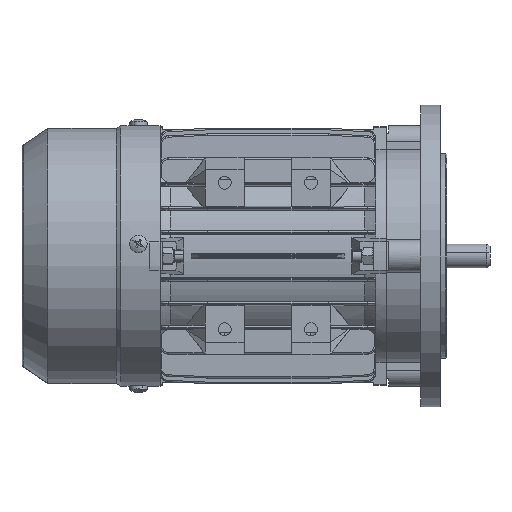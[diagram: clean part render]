
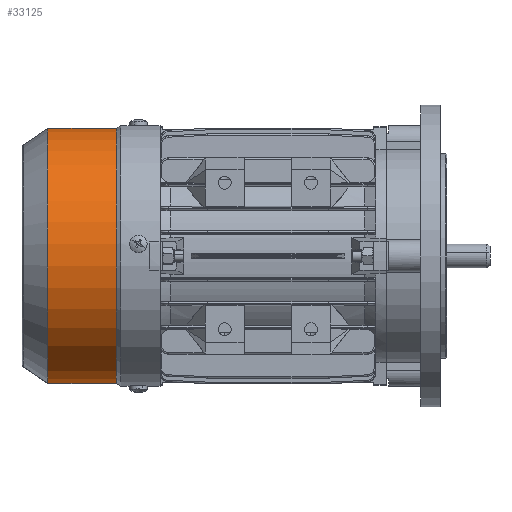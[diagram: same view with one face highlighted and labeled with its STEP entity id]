
A CAD part, front view. The second image highlights one B-rep face of the part: STEP entity #33125.
In plain terms, the highlighted cylindrical face has radius 59.3 mm (diameter 118.6 mm), a partial arc.
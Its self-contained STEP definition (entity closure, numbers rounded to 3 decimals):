
#2851 = DIRECTION ( 'NONE',  ( -1., 0., 0. ) ) ;
#2852 = VECTOR ( 'NONE', #2851, 1000. ) ;
#2853 = CARTESIAN_POINT ( 'NONE',  ( 0., 0., 59.3 ) ) ;
#2854 = LINE ( 'NONE', #2853, #2852 ) ;
#3105 = CARTESIAN_POINT ( 'NONE',  ( 20.3, 0., -59.3 ) ) ;
#3107 = CARTESIAN_POINT ( 'NONE',  ( 20.3, 0., 59.3 ) ) ;
#14188 = EDGE_CURVE ( 'NONE', #46338, #14336, #2854, .T. ) ;
#14336 = VERTEX_POINT ( 'NONE', #3107 ) ;
#14338 = VERTEX_POINT ( 'NONE', #3105 ) ;
#33121 = EDGE_CURVE ( 'NONE', #50188, #46338, #37793, .T. ) ;
#33125 = ADVANCED_FACE ( 'NONE', ( #37795 ), #37782, .T. ) ;
#33127 = EDGE_LOOP ( 'NONE', ( #33129, #33133, #33137, #33142 ) ) ;
#33129 = ORIENTED_EDGE ( 'NONE', *, *, #50360, .F. ) ;
#33133 = ORIENTED_EDGE ( 'NONE', *, *, #33121, .T. ) ;
#33137 = ORIENTED_EDGE ( 'NONE', *, *, #14188, .T. ) ;
#33142 = ORIENTED_EDGE ( 'NONE', *, *, #33146, .F. ) ;
#33146 = EDGE_CURVE ( 'NONE', #14338, #14336, #37881, .T. ) ;
#37780 = AXIS2_PLACEMENT_3D ( 'NONE', #37786, #37914, #37912 ) ;
#37782 = CYLINDRICAL_SURFACE ( 'NONE', #37780, 59.3 ) ;
#37786 = CARTESIAN_POINT ( 'NONE',  ( 0., 0., 0. ) ) ;
#37788 = DIRECTION ( 'NONE',  ( 0., 0., 1. ) ) ;
#37789 = DIRECTION ( 'NONE',  ( -1., 0., 0. ) ) ;
#37791 = CARTESIAN_POINT ( 'NONE',  ( 52., 0., 0. ) ) ;
#37792 = AXIS2_PLACEMENT_3D ( 'NONE', #37791, #37789, #37788 ) ;
#37793 = CIRCLE ( 'NONE', #37792, 59.3 ) ;
#37795 = FACE_OUTER_BOUND ( 'NONE', #33127, .T. ) ;
#37875 = DIRECTION ( 'NONE',  ( 0., 0., 1. ) ) ;
#37877 = DIRECTION ( 'NONE',  ( -1., 0., 0. ) ) ;
#37878 = CARTESIAN_POINT ( 'NONE',  ( 20.3, 0., 0. ) ) ;
#37879 = AXIS2_PLACEMENT_3D ( 'NONE', #37878, #37877, #37875 ) ;
#37881 = CIRCLE ( 'NONE', #37879, 59.3 ) ;
#37912 = DIRECTION ( 'NONE',  ( 0., 0., 1. ) ) ;
#37914 = DIRECTION ( 'NONE',  ( -1., 0., 0. ) ) ;
#46338 = VERTEX_POINT ( 'NONE', #66462 ) ;
#50188 = VERTEX_POINT ( 'NONE', #71892 ) ;
#50360 = EDGE_CURVE ( 'NONE', #50188, #14338, #72119, .T. ) ;
#66462 = CARTESIAN_POINT ( 'NONE',  ( 52., 0., 59.3 ) ) ;
#71892 = CARTESIAN_POINT ( 'NONE',  ( 52., 0., -59.3 ) ) ;
#72116 = DIRECTION ( 'NONE',  ( -1., 0., 0. ) ) ;
#72117 = VECTOR ( 'NONE', #72116, 1000. ) ;
#72118 = CARTESIAN_POINT ( 'NONE',  ( 0., 0., -59.3 ) ) ;
#72119 = LINE ( 'NONE', #72118, #72117 ) ;
